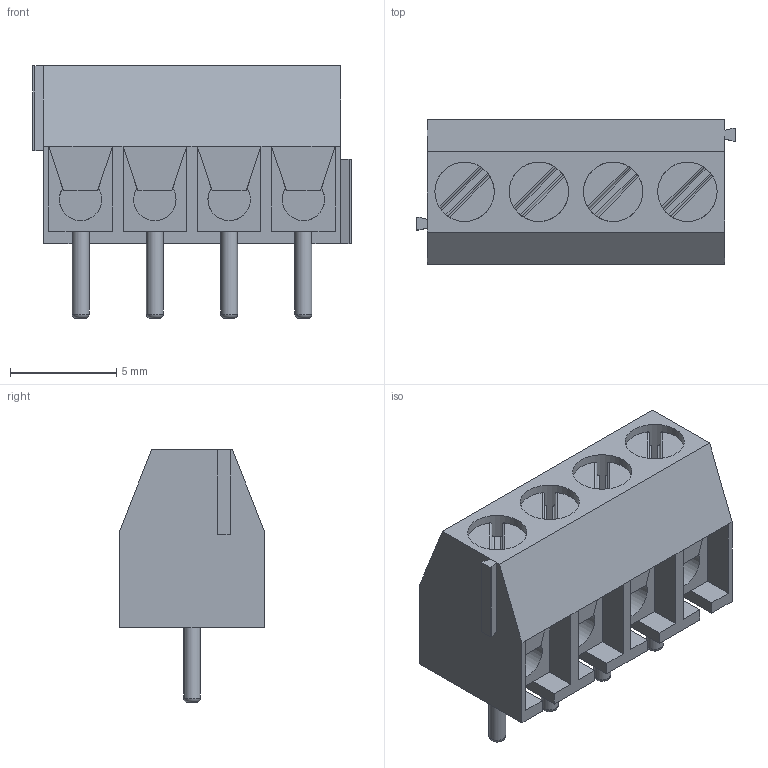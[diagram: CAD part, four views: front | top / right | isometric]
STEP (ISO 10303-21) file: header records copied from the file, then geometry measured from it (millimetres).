
FILE_DESCRIPTION(('FreeCAD Model'),'2;1');
FILE_NAME('DG350-3.5-4.step','2023-04-16T15:37:36',('kicad StepUp') ,('ksu MCAD'),'Open CASCADE STEP processor 7.4','FreeCAD','Unknown');
FILE_SCHEMA(('AUTOMOTIVE_DESIGN { 1 0 10303 214 1 1 1 1 }'));
Length unit declared in the file: millimetre
Products named in the file (1): DG350-3.5-4
Bounding box: 15 x 6.8 x 11.9 mm (x, y, z)
Volume: 542.7 mm3; surface area: 1508.1 mm2
Topology: 9 solids, 9 shells, 196 faces, 482 edges, 304 vertices
Faces by surface type: plane 160, cylinder 32, torus 4
Full cylindrical faces by diameter (mm): 0.8 x4, 2 x4, 2.8 x5
Entity records: 7131 total; most frequent: CARTESIAN_POINT 1243, ORIENTED_EDGE 952, DIRECTION 890, EDGE_CURVE 476, LINE 380, VECTOR 380, VERTEX_POINT 304, AXIS2_PLACEMENT_3D 255
